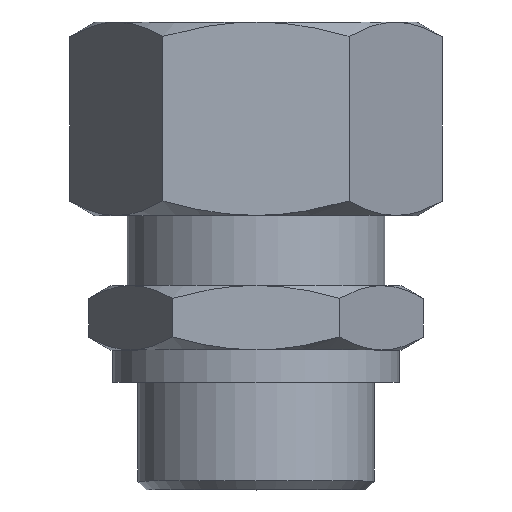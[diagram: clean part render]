
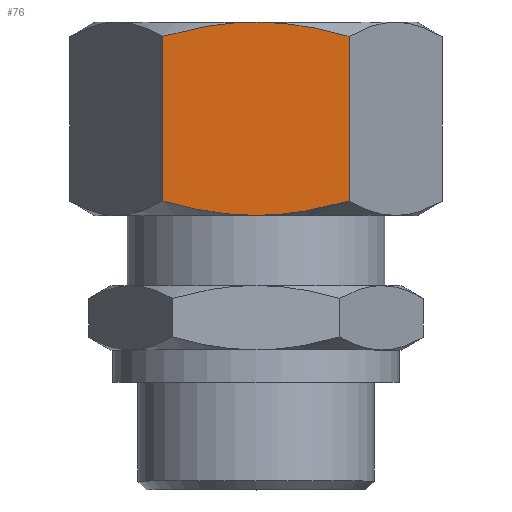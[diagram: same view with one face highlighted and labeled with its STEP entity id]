
A CAD part, top view. The second image highlights one B-rep face of the part: STEP entity #76.
In plain terms, the highlighted planar face has unit normal (0, 0, 1).
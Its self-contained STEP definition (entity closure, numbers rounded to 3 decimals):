
#76=ADVANCED_FACE('',(#172),#173,.T.);
#172=FACE_OUTER_BOUND('',#305,.T.);
#173=PLANE('',#306);
#305=EDGE_LOOP('',(#572,#573,#574,#575,#576,#577));
#306=AXIS2_PLACEMENT_3D('',#578,#579,#580);
#572=ORIENTED_EDGE('',*,*,#894,.F.);
#573=ORIENTED_EDGE('',*,*,#891,.F.);
#574=ORIENTED_EDGE('',*,*,#917,.T.);
#575=ORIENTED_EDGE('',*,*,#909,.F.);
#576=ORIENTED_EDGE('',*,*,#906,.F.);
#577=ORIENTED_EDGE('',*,*,#918,.F.);
#578=CARTESIAN_POINT('',(0.,25.517,15.0));
#579=DIRECTION('',(0.,0.0,1.0));
#580=DIRECTION('',(1.0,0.0,0.));
#891=EDGE_CURVE('',#1075,#1064,#1076,.T.);
#894=EDGE_CURVE('',#1064,#1078,#1080,.T.);
#906=EDGE_CURVE('',#1097,#1098,#1099,.T.);
#909=EDGE_CURVE('',#1098,#1102,#1103,.T.);
#917=EDGE_CURVE('',#1075,#1102,#1113,.T.);
#918=EDGE_CURVE('',#1078,#1097,#1114,.T.);
#1064=VERTEX_POINT('',#1384);
#1075=VERTEX_POINT('',#1395);
#1076=(B_SPLINE_CURVE(2,(#1397,#1398,#1399,#1400,#1401),.UNSPECIFIED.,.F.,.F.)B_SPLINE_CURVE_WITH_KNOTS((3,2,3),(0.0,8.795,17.59),.UNSPECIFIED.)RATIONAL_B_SPLINE_CURVE((1.0,1.038,1.0,1.038,1.0))BOUNDED_CURVE()REPRESENTATION_ITEM('')GEOMETRIC_REPRESENTATION_ITEM()CURVE());
#1078=VERTEX_POINT('',#1420);
#1080=(B_SPLINE_CURVE(2,(#1434,#1435,#1436,#1437,#1438),.UNSPECIFIED.,.F.,.F.)B_SPLINE_CURVE_WITH_KNOTS((3,2,3),(0.0,8.795,17.59),.UNSPECIFIED.)RATIONAL_B_SPLINE_CURVE((1.0,1.038,1.0,1.038,1.0))BOUNDED_CURVE()REPRESENTATION_ITEM('')GEOMETRIC_REPRESENTATION_ITEM()CURVE());
#1097=VERTEX_POINT('',#1560);
#1098=VERTEX_POINT('',#1561);
#1099=(B_SPLINE_CURVE(2,(#1563,#1564,#1565,#1566,#1567),.UNSPECIFIED.,.F.,.F.)B_SPLINE_CURVE_WITH_KNOTS((3,2,3),(0.0,8.795,17.59),.UNSPECIFIED.)RATIONAL_B_SPLINE_CURVE((1.0,1.038,1.0,1.038,1.0))BOUNDED_CURVE()REPRESENTATION_ITEM('')GEOMETRIC_REPRESENTATION_ITEM()CURVE());
#1102=VERTEX_POINT('',#1587);
#1103=(B_SPLINE_CURVE(2,(#1589,#1590,#1591,#1592,#1593),.UNSPECIFIED.,.F.,.F.)B_SPLINE_CURVE_WITH_KNOTS((3,2,3),(0.0,8.795,17.59),.UNSPECIFIED.)RATIONAL_B_SPLINE_CURVE((1.0,1.038,1.0,1.038,1.0))BOUNDED_CURVE()REPRESENTATION_ITEM('')GEOMETRIC_REPRESENTATION_ITEM()CURVE());
#1113=LINE('',#1653,#1654);
#1114=LINE('',#1655,#1656);
#1384=CARTESIAN_POINT('',(0.,25.517,15.0));
#1395=CARTESIAN_POINT('',(8.66,26.856,15.0));
#1397=CARTESIAN_POINT('',(8.669,26.859,15.0));
#1398=CARTESIAN_POINT('',(4.023,25.517,15.0));
#1399=CARTESIAN_POINT('',(0.,25.517,15.0));
#1400=CARTESIAN_POINT('',(-4.023,25.517,15.0));
#1401=CARTESIAN_POINT('',(-8.669,26.859,15.0));
#1420=CARTESIAN_POINT('',(-8.66,26.856,15.0));
#1434=CARTESIAN_POINT('',(8.669,26.859,15.0));
#1435=CARTESIAN_POINT('',(4.023,25.517,15.0));
#1436=CARTESIAN_POINT('',(0.,25.517,15.0));
#1437=CARTESIAN_POINT('',(-4.023,25.517,15.0));
#1438=CARTESIAN_POINT('',(-8.669,26.859,15.0));
#1560=CARTESIAN_POINT('',(-8.66,42.177,15.0));
#1561=CARTESIAN_POINT('',(0.,43.517,15.0));
#1563=CARTESIAN_POINT('',(-8.669,42.174,15.0));
#1564=CARTESIAN_POINT('',(-4.023,43.517,15.0));
#1565=CARTESIAN_POINT('',(0.,43.517,15.0));
#1566=CARTESIAN_POINT('',(4.023,43.517,15.0));
#1567=CARTESIAN_POINT('',(8.669,42.174,15.0));
#1587=CARTESIAN_POINT('',(8.66,42.177,15.0));
#1589=CARTESIAN_POINT('',(-8.669,42.174,15.0));
#1590=CARTESIAN_POINT('',(-4.023,43.517,15.0));
#1591=CARTESIAN_POINT('',(0.,43.517,15.0));
#1592=CARTESIAN_POINT('',(4.023,43.517,15.0));
#1593=CARTESIAN_POINT('',(8.669,42.174,15.0));
#1653=CARTESIAN_POINT('',(8.66,25.517,15.0));
#1654=VECTOR('',#2079,1.0);
#1655=CARTESIAN_POINT('',(-8.66,25.517,15.0));
#1656=VECTOR('',#2080,1.0);
#2079=DIRECTION('',(0.0,1.0,0.0));
#2080=DIRECTION('',(0.0,1.0,0.0));
